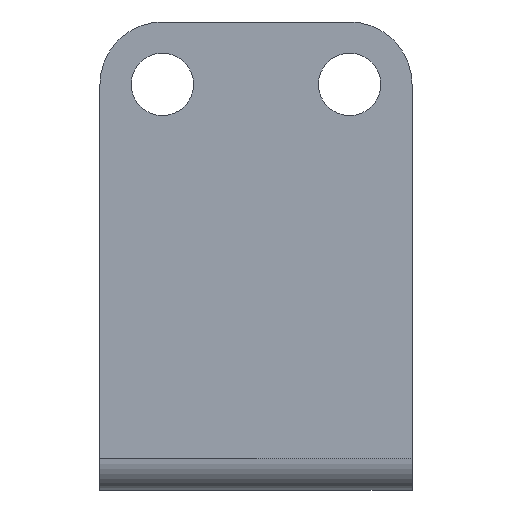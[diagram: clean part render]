
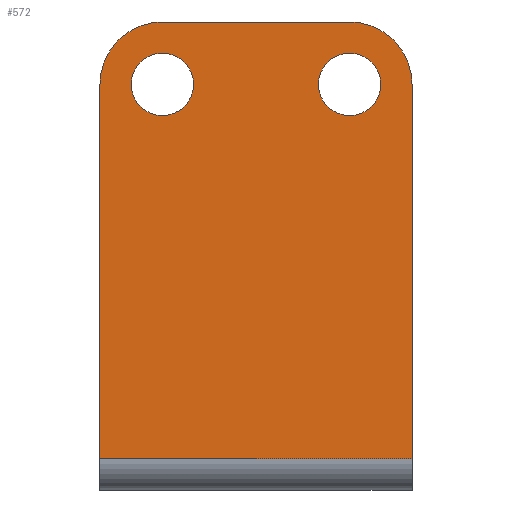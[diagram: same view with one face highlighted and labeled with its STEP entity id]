
A CAD part, left-side view. The second image highlights one B-rep face of the part: STEP entity #572.
In plain terms, the highlighted planar face has unit normal (-1, 0, 0).
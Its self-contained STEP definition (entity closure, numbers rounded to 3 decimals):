
#15=FACE_BOUND('',#75,.T.);
#16=FACE_BOUND('',#76,.T.);
#25=PLANE('',#626);
#44=FACE_OUTER_BOUND('',#74,.T.);
#74=EDGE_LOOP('',(#409,#410,#411,#412,#413,#414));
#75=EDGE_LOOP('',(#415));
#76=EDGE_LOOP('',(#416));
#117=LINE('',#897,#169);
#119=LINE('',#903,#171);
#120=LINE('',#907,#172);
#121=LINE('',#910,#173);
#169=VECTOR('',#717,10.);
#171=VECTOR('',#723,10.);
#172=VECTOR('',#726,10.);
#173=VECTOR('',#729,10.);
#219=CIRCLE('',#627,10.);
#220=CIRCLE('',#628,10.);
#221=CIRCLE('',#629,5.);
#222=CIRCLE('',#630,5.);
#258=VERTEX_POINT('',#894);
#259=VERTEX_POINT('',#896);
#261=VERTEX_POINT('',#902);
#262=VERTEX_POINT('',#904);
#263=VERTEX_POINT('',#906);
#264=VERTEX_POINT('',#908);
#265=VERTEX_POINT('',#911);
#266=VERTEX_POINT('',#913);
#318=EDGE_CURVE('',#258,#259,#117,.T.);
#321=EDGE_CURVE('',#258,#261,#119,.T.);
#322=EDGE_CURVE('',#261,#262,#219,.T.);
#323=EDGE_CURVE('',#262,#263,#120,.T.);
#324=EDGE_CURVE('',#263,#264,#220,.T.);
#325=EDGE_CURVE('',#259,#264,#121,.T.);
#326=EDGE_CURVE('',#265,#265,#221,.T.);
#327=EDGE_CURVE('',#266,#266,#222,.T.);
#409=ORIENTED_EDGE('',*,*,#318,.F.);
#410=ORIENTED_EDGE('',*,*,#321,.T.);
#411=ORIENTED_EDGE('',*,*,#322,.T.);
#412=ORIENTED_EDGE('',*,*,#323,.T.);
#413=ORIENTED_EDGE('',*,*,#324,.T.);
#414=ORIENTED_EDGE('',*,*,#325,.F.);
#415=ORIENTED_EDGE('',*,*,#326,.T.);
#416=ORIENTED_EDGE('',*,*,#327,.T.);
#572=ADVANCED_FACE('',(#44,#15,#16),#25,.T.);
#626=AXIS2_PLACEMENT_3D('',#901,#721,#722);
#627=AXIS2_PLACEMENT_3D('',#905,#724,#725);
#628=AXIS2_PLACEMENT_3D('',#909,#727,#728);
#629=AXIS2_PLACEMENT_3D('',#912,#730,#731);
#630=AXIS2_PLACEMENT_3D('',#914,#732,#733);
#717=DIRECTION('',(0.,1.,0.));
#721=DIRECTION('center_axis',(-1.,0.,0.));
#722=DIRECTION('ref_axis',(0.,-1.,0.));
#723=DIRECTION('',(0.,0.,1.));
#724=DIRECTION('center_axis',(-1.,0.,0.));
#725=DIRECTION('ref_axis',(0.,-1.,0.));
#726=DIRECTION('',(0.,1.,0.));
#727=DIRECTION('center_axis',(-1.,0.,0.));
#728=DIRECTION('ref_axis',(0.,0.,1.));
#729=DIRECTION('',(0.,0.,1.));
#730=DIRECTION('center_axis',(1.,0.,0.));
#731=DIRECTION('ref_axis',(0.,-1.,0.));
#732=DIRECTION('center_axis',(1.,0.,0.));
#733=DIRECTION('ref_axis',(0.,-1.,0.));
#894=CARTESIAN_POINT('',(0.,0.,5.));
#896=CARTESIAN_POINT('',(0.,50.,5.));
#897=CARTESIAN_POINT('',(0.,37.5,5.));
#901=CARTESIAN_POINT('Origin',(0.,50.,0.));
#902=CARTESIAN_POINT('',(0.,0.,65.));
#903=CARTESIAN_POINT('',(0.,0.,0.));
#904=CARTESIAN_POINT('',(0.,10.,75.));
#905=CARTESIAN_POINT('Origin',(0.,10.,65.));
#906=CARTESIAN_POINT('',(0.,40.,75.));
#907=CARTESIAN_POINT('',(0.,10.,75.));
#908=CARTESIAN_POINT('',(0.,50.,65.));
#909=CARTESIAN_POINT('Origin',(0.,40.,65.));
#910=CARTESIAN_POINT('',(0.,50.,0.));
#911=CARTESIAN_POINT('',(0.,15.,65.));
#912=CARTESIAN_POINT('Origin',(0.,10.,65.));
#913=CARTESIAN_POINT('',(0.,45.,65.));
#914=CARTESIAN_POINT('Origin',(0.,40.,65.));
